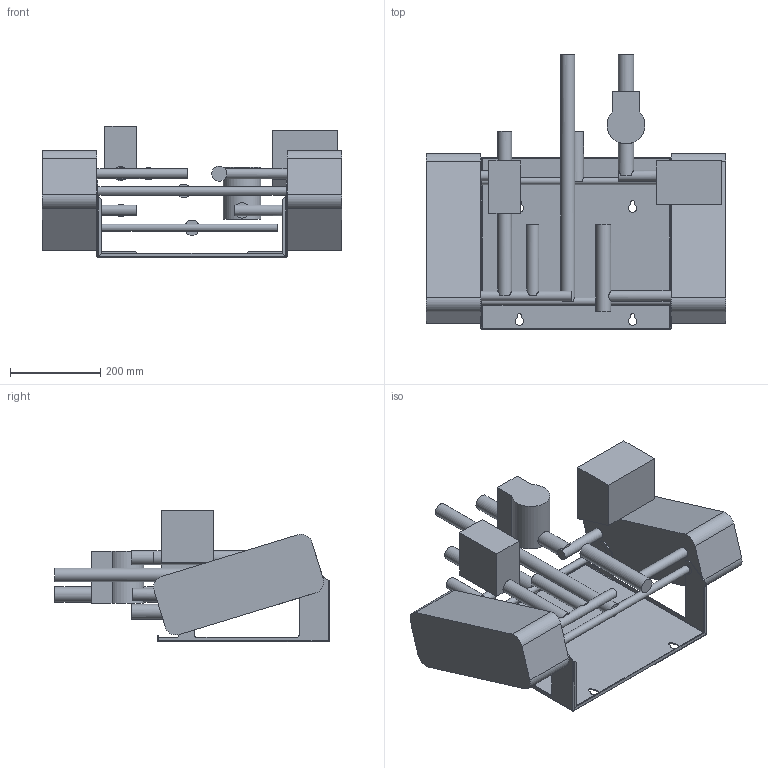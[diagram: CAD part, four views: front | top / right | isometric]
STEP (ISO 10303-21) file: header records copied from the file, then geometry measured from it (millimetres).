
FILE_DESCRIPTION(/* description */ (''),/* implementation_level */ '2;1');
FILE_NAME(/* name */ 'Sekundex IMD 1127002071.stp',/* time_stamp */ '2020-11-09T10:34:05+01:00',/* author */ ('3113hani'),/* organization */ (''),/* preprocessor_version */ 'ST-DEVELOPER v17',/* originating_system */ 'Autodesk Inventor 2018',/* authorisation */ '');
FILE_SCHEMA (('CONFIG_CONTROL_DESIGN'));
Length unit declared in the file: millimetre
Products named in the file (1): 46010410 - Test
Bounding box: 662 x 607.4 x 291.3 mm (x, y, z)
Volume: 17044884.9 mm3; surface area: 1231604.1 mm2
Topology: 1 solids, 1 shells, 675 faces, 1798 edges, 1180 vertices
Faces by surface type: plane 452, bspline 163, cylinder 60
Full cylindrical faces by diameter (mm): 16 x1, 18 x1, 22 x1, 23.1 x2, 23.8 x1, 26.8 x1, 27 x1, 27.3 x1, 30.291 x1, 31 x1, 33.3 x2, 34 x2
Entity records: 22273 total; most frequent: CARTESIAN_POINT 6476, ORIENTED_EDGE 3596, DIRECTION 2588, EDGE_CURVE 1798, LINE 1324, VECTOR 1324, VERTEX_POINT 1180, EDGE_LOOP 744
